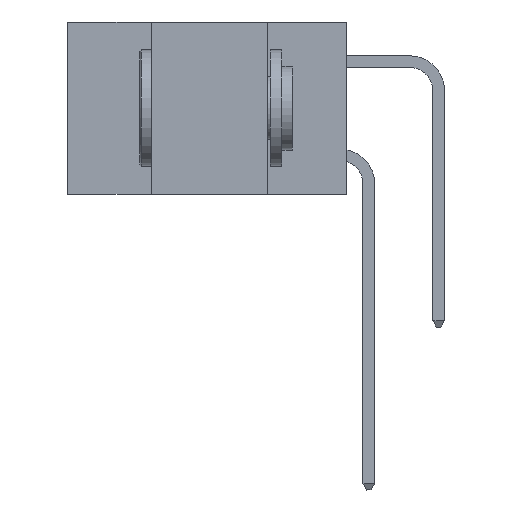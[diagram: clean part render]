
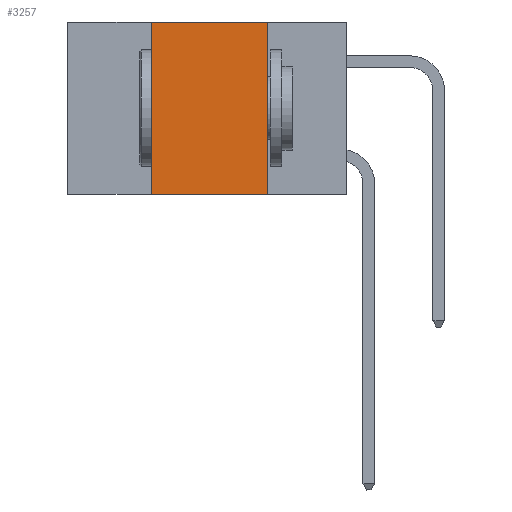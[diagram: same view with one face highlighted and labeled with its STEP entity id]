
A CAD part, left-side view. The second image highlights one B-rep face of the part: STEP entity #3257.
In plain terms, the highlighted planar face has unit normal (-1, 0, 0).
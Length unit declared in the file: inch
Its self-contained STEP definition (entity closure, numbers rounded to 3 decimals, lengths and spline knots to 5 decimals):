
#531 = CARTESIAN_POINT ( 'NONE',  ( 0., 0.6, -0.37 ) ) ;
#653 = LINE ( 'NONE', #1045, #11653 ) ;
#989 = LINE ( 'NONE', #5249, #12811 ) ;
#1006 = EDGE_CURVE ( 'NONE', #8370, #5682, #9572, .T. ) ;
#1045 = CARTESIAN_POINT ( 'NONE',  ( 0., 0.6, 0. ) ) ;
#1333 = ORIENTED_EDGE ( 'NONE', *, *, #1006, .T. ) ;
#2503 = VECTOR ( 'NONE', #3063, 39.37008 ) ;
#2814 = ORIENTED_EDGE ( 'NONE', *, *, #17039, .F. ) ;
#3054 = EDGE_CURVE ( 'NONE', #12858, #5682, #989, .T. ) ;
#3063 = DIRECTION ( 'NONE',  ( 0., -1., 0. ) ) ;
#3257 = ADVANCED_FACE ( 'NONE', ( #10096 ), #13836, .F. ) ;
#3410 = ORIENTED_EDGE ( 'NONE', *, *, #3054, .F. ) ;
#4383 = DIRECTION ( 'NONE',  ( 1., 0., 0. ) ) ;
#5249 = CARTESIAN_POINT ( 'NONE',  ( 0., 0.17, 0. ) ) ;
#5663 = EDGE_LOOP ( 'NONE', ( #3410, #10944, #2814, #1333 ) ) ;
#5682 = VERTEX_POINT ( 'NONE', #10089 ) ;
#5809 = CARTESIAN_POINT ( 'NONE',  ( 0., 0.42, 0. ) ) ;
#6922 = CARTESIAN_POINT ( 'NONE',  ( 0., 0.17, 0. ) ) ;
#8370 = VERTEX_POINT ( 'NONE', #12015 ) ;
#8374 = CARTESIAN_POINT ( 'NONE',  ( 0., 0.6, 0. ) ) ;
#8983 = DIRECTION ( 'NONE',  ( 0., -1., 0. ) ) ;
#9572 = LINE ( 'NONE', #531, #2503 ) ;
#10055 = VERTEX_POINT ( 'NONE', #14301 ) ;
#10089 = CARTESIAN_POINT ( 'NONE',  ( 0., 0.17, -0.37 ) ) ;
#10096 = FACE_OUTER_BOUND ( 'NONE', #5663, .T. ) ;
#10944 = ORIENTED_EDGE ( 'NONE', *, *, #13699, .F. ) ;
#11033 = LINE ( 'NONE', #5809, #12463 ) ;
#11653 = VECTOR ( 'NONE', #8983, 39.37008 ) ;
#12015 = CARTESIAN_POINT ( 'NONE',  ( 0., 0.42, -0.37 ) ) ;
#12463 = VECTOR ( 'NONE', #15011, 39.37008 ) ;
#12811 = VECTOR ( 'NONE', #15828, 39.37008 ) ;
#12858 = VERTEX_POINT ( 'NONE', #6922 ) ;
#13699 = EDGE_CURVE ( 'NONE', #10055, #12858, #653, .T. ) ;
#13836 = PLANE ( 'NONE',  #17023 ) ;
#14301 = CARTESIAN_POINT ( 'NONE',  ( 0., 0.42, 0. ) ) ;
#14951 = DIRECTION ( 'NONE',  ( 0., 0., -1. ) ) ;
#15011 = DIRECTION ( 'NONE',  ( 0., 0., 1. ) ) ;
#15828 = DIRECTION ( 'NONE',  ( 0., 0., -1. ) ) ;
#17023 = AXIS2_PLACEMENT_3D ( 'NONE', #8374, #4383, #14951 ) ;
#17039 = EDGE_CURVE ( 'NONE', #8370, #10055, #11033, .T. ) ;
